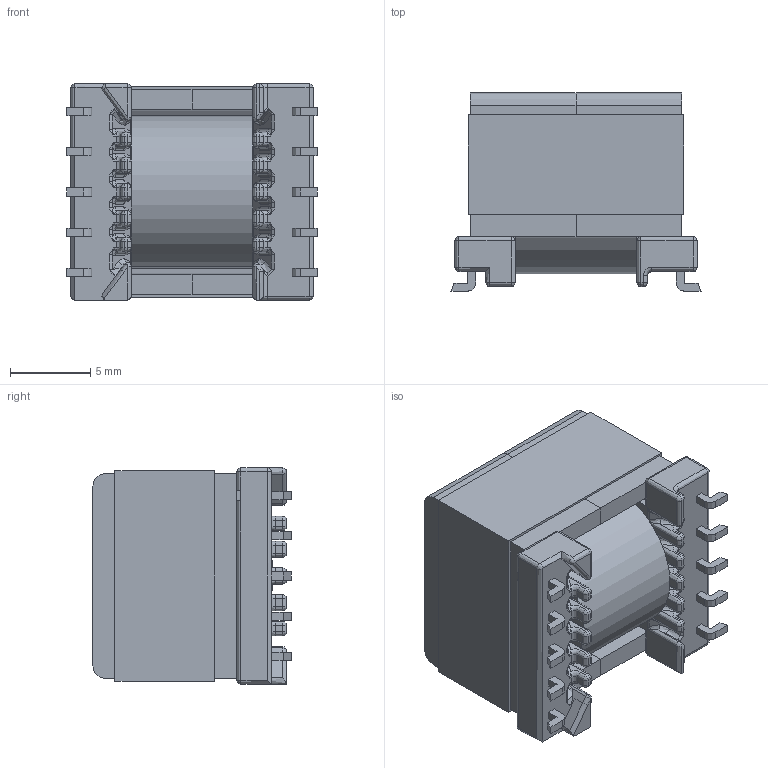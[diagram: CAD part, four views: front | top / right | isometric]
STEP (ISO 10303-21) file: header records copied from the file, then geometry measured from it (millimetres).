
FILE_DESCRIPTION (( 'STEP AP214' ), '1' );
FILE_NAME ('EP13_5817.STEP', '2021-03-10T22:48:27', ( '' ), ( '' ), 'SwSTEP 2.0', 'SolidWorks 2017', '' );
FILE_SCHEMA (( 'AUTOMOTIVE_DESIGN' ));
Length unit declared in the file: millimetre
Products named in the file (5): 070-5817_6C; 150-2363_6A; 070-5817_coil; 440-9988-2363; EP13_5817
Assembly tree (5 placements, depth 2):
  EP13_5817
    070-5817_coil
    440-9988-2363
    150-2363_6A  x2
    070-5817_6C
Bounding box: 15.6 x 12.38 x 13.5 mm (x, y, z)
Volume: 1945.2 mm3; surface area: 356032.1 mm2
Topology: 5 solids, 5 shells, 660 faces, 1594 edges, 878 vertices
Faces by surface type: cylinder 247, plane 194, bspline 118, sphere 65, torus 36
Entity records: 21660 total; most frequent: CARTESIAN_POINT 6938, ORIENTED_EDGE 2964, DIRECTION 2751, EDGE_CURVE 1482, AXIS2_PLACEMENT_3D 1029, VERTEX_POINT 854, LINE 693, VECTOR 693
